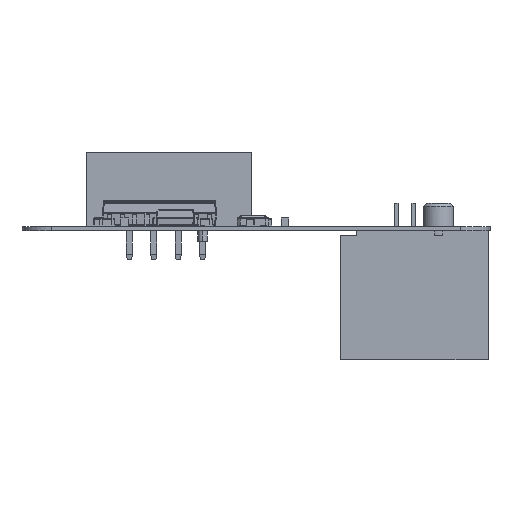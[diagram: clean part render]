
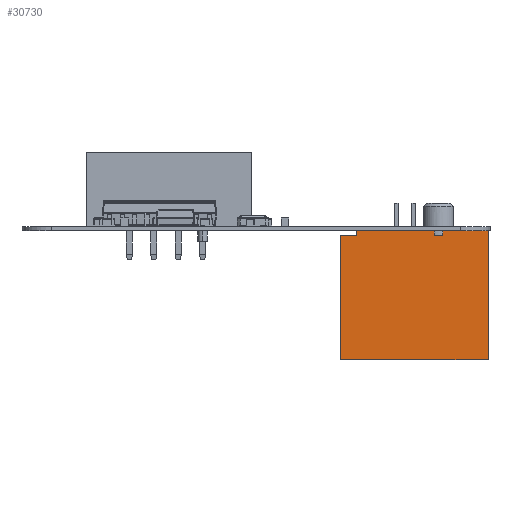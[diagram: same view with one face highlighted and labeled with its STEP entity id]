
A CAD part, left-side view. The second image highlights one B-rep face of the part: STEP entity #30730.
In plain terms, the highlighted face is planar.
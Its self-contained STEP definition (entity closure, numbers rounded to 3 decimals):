
#21907 = VERTEX_POINT('',#21908);
#21908 = CARTESIAN_POINT('',(7.875,0.,2.933));
#21926 = VERTEX_POINT('',#21927);
#21927 = CARTESIAN_POINT('',(7.875,0.,7.555));
#21933 = EDGE_CURVE('',#21926,#21907,#21934,.T.);
#21934 = LINE('',#21935,#21936);
#21935 = CARTESIAN_POINT('',(7.875,0.,7.555));
#21936 = VECTOR('',#21937,1.);
#21937 = DIRECTION('',(0.,0.,-1.));
#22029 = EDGE_CURVE('',#22030,#22032,#22034,.T.);
#22030 = VERTEX_POINT('',#22031);
#22031 = CARTESIAN_POINT('',(7.875,0.,2.017));
#22032 = VERTEX_POINT('',#22033);
#22033 = CARTESIAN_POINT('',(7.875,0.,-5.871));
#22034 = LINE('',#22035,#22036);
#22035 = CARTESIAN_POINT('',(7.875,0.,2.017));
#22036 = VECTOR('',#22037,1.);
#22037 = DIRECTION('',(0.,0.,-1.));
#22070 = EDGE_CURVE('',#22071,#22030,#22073,.T.);
#22071 = VERTEX_POINT('',#22072);
#22072 = CARTESIAN_POINT('',(7.875,0.5,2.017));
#22073 = LINE('',#22074,#22075);
#22074 = CARTESIAN_POINT('',(7.875,0.5,2.017));
#22075 = VECTOR('',#22076,1.);
#22076 = DIRECTION('',(0.,-1.,0.));
#22079 = VERTEX_POINT('',#22080);
#22080 = CARTESIAN_POINT('',(7.875,0.5,2.933));
#22087 = EDGE_CURVE('',#22079,#21907,#22088,.T.);
#22088 = LINE('',#22089,#22090);
#22089 = CARTESIAN_POINT('',(7.875,0.5,2.933));
#22090 = VECTOR('',#22091,1.);
#22091 = DIRECTION('',(0.,-1.,0.));
#23444 = VERTEX_POINT('',#23445);
#23445 = CARTESIAN_POINT('',(7.875,13.21,7.555));
#23451 = EDGE_CURVE('',#23444,#21926,#23452,.T.);
#23452 = LINE('',#23453,#23454);
#23453 = CARTESIAN_POINT('',(7.875,13.21,7.555));
#23454 = VECTOR('',#23455,1.);
#23455 = DIRECTION('',(0.,-1.,0.));
#30521 = VERTEX_POINT('',#30522);
#30522 = CARTESIAN_POINT('',(7.875,0.5,-7.555));
#30528 = EDGE_CURVE('',#30521,#30529,#30531,.T.);
#30529 = VERTEX_POINT('',#30530);
#30530 = CARTESIAN_POINT('',(7.875,13.21,-7.555));
#30531 = LINE('',#30532,#30533);
#30532 = CARTESIAN_POINT('',(7.875,0.5,-7.555));
#30533 = VECTOR('',#30534,1.);
#30534 = DIRECTION('',(0.,1.,0.));
#30719 = EDGE_CURVE('',#30529,#23444,#30720,.T.);
#30720 = LINE('',#30721,#30722);
#30721 = CARTESIAN_POINT('',(7.875,13.21,-7.555));
#30722 = VECTOR('',#30723,1.);
#30723 = DIRECTION('',(0.,0.,1.));
#30730 = ADVANCED_FACE('',(#30731),#30760,.T.);
#30731 = FACE_BOUND('',#30732,.F.);
#30732 = EDGE_LOOP('',(#30733,#30734,#30742,#30748,#30749,#30750,#30756,
    #30757,#30758,#30759));
#30733 = ORIENTED_EDGE('',*,*,#30528,.F.);
#30734 = ORIENTED_EDGE('',*,*,#30735,.T.);
#30735 = EDGE_CURVE('',#30521,#30736,#30738,.T.);
#30736 = VERTEX_POINT('',#30737);
#30737 = CARTESIAN_POINT('',(7.875,0.5,-5.871));
#30738 = LINE('',#30739,#30740);
#30739 = CARTESIAN_POINT('',(7.875,0.5,-7.555));
#30740 = VECTOR('',#30741,1.);
#30741 = DIRECTION('',(0.,0.,1.));
#30742 = ORIENTED_EDGE('',*,*,#30743,.T.);
#30743 = EDGE_CURVE('',#30736,#22032,#30744,.T.);
#30744 = LINE('',#30745,#30746);
#30745 = CARTESIAN_POINT('',(7.875,0.5,-5.871));
#30746 = VECTOR('',#30747,1.);
#30747 = DIRECTION('',(0.,-1.,0.));
#30748 = ORIENTED_EDGE('',*,*,#22029,.F.);
#30749 = ORIENTED_EDGE('',*,*,#22070,.F.);
#30750 = ORIENTED_EDGE('',*,*,#30751,.T.);
#30751 = EDGE_CURVE('',#22071,#22079,#30752,.T.);
#30752 = LINE('',#30753,#30754);
#30753 = CARTESIAN_POINT('',(7.875,0.5,2.017));
#30754 = VECTOR('',#30755,1.);
#30755 = DIRECTION('',(0.,0.,1.));
#30756 = ORIENTED_EDGE('',*,*,#22087,.T.);
#30757 = ORIENTED_EDGE('',*,*,#21933,.F.);
#30758 = ORIENTED_EDGE('',*,*,#23451,.F.);
#30759 = ORIENTED_EDGE('',*,*,#30719,.F.);
#30760 = PLANE('',#30761);
#30761 = AXIS2_PLACEMENT_3D('',#30762,#30763,#30764);
#30762 = CARTESIAN_POINT('',(7.875,0.,0.));
#30763 = DIRECTION('',(1.,0.,0.));
#30764 = DIRECTION('',(0.,0.,-1.));
